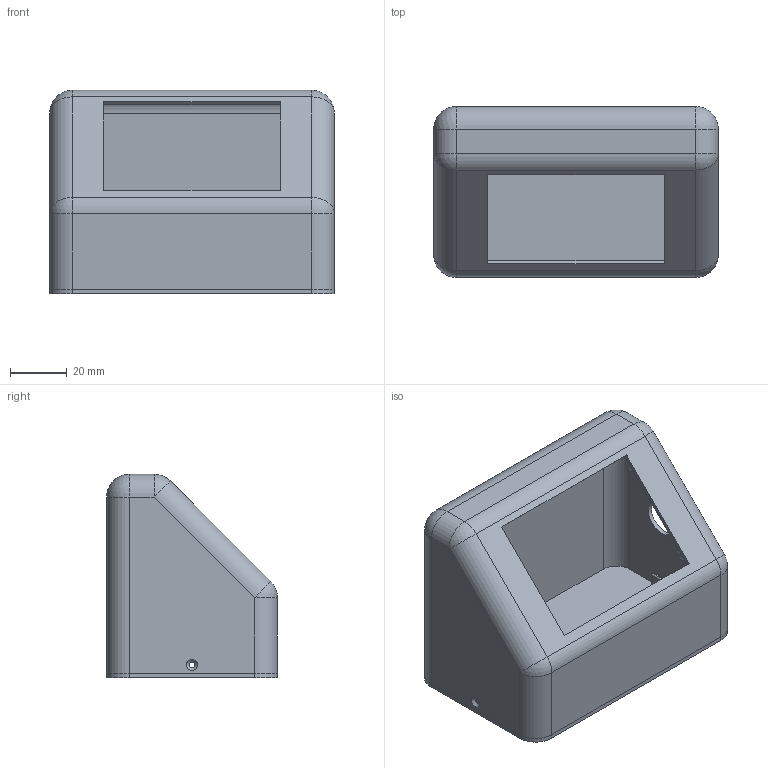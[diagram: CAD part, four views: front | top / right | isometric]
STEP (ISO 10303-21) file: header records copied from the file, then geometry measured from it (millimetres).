
FILE_DESCRIPTION(/* description */ (''),/* implementation_level */ '2;1');
FILE_NAME(/* name */ 'hub v1.step',/* time_stamp */ '2023-02-20T02:48:12+03:00',/* author */ (''),/* organization */ (''),/* preprocessor_version */ 'ST-DEVELOPER v19.2',/* originating_system */ 'Autodesk Translation Framework v11.17.0.187',/* authorisation */ '');
FILE_SCHEMA (('AUTOMOTIVE_DESIGN { 1 0 10303 214 3 1 1 }'));
Length unit declared in the file: millimetre
Products named in the file (1): hub
Bounding box: 100 x 60 x 71.5 mm (x, y, z)
Volume: 38269.9 mm3; surface area: 52474.7 mm2
Topology: 2 solids, 2 shells, 119 faces, 253 edges, 148 vertices
Faces by surface type: cylinder 56, plane 41, sphere 20, cone 2
Full cylindrical faces by diameter (mm): 2 x4, 2.6 x4, 5 x4, 13 x1
Entity records: 3221 total; most frequent: DIRECTION 607, CARTESIAN_POINT 521, ORIENTED_EDGE 506, EDGE_CURVE 253, AXIS2_PLACEMENT_3D 234, VERTEX_POINT 148, EDGE_LOOP 141, LINE 139
